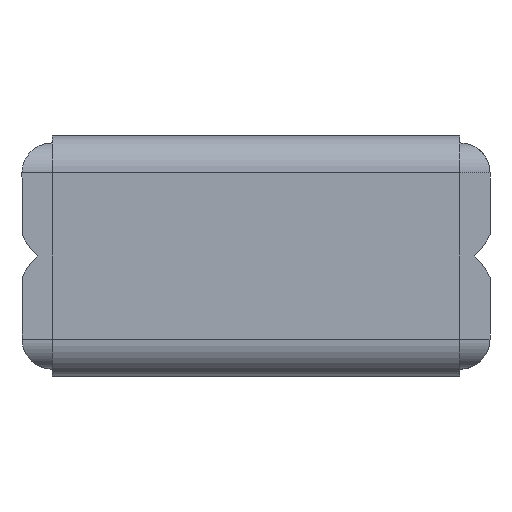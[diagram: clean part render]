
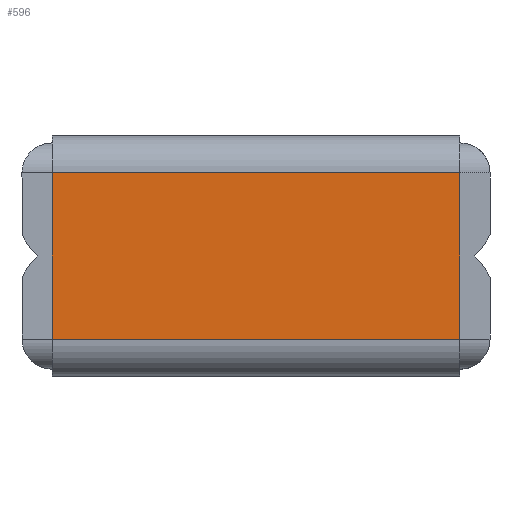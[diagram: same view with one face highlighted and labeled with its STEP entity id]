
A CAD part, front view. The second image highlights one B-rep face of the part: STEP entity #596.
In plain terms, the highlighted planar face has unit normal (0, -1, 0).
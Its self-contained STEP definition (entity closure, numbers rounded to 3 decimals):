
#21 = EDGE_CURVE('',#22,#24,#26,.T.);
#22 = VERTEX_POINT('',#23);
#23 = CARTESIAN_POINT('',(2.,0.,2.5));
#24 = VERTEX_POINT('',#25);
#25 = CARTESIAN_POINT('',(29.,0.,2.5));
#26 = SURFACE_CURVE('',#27,(#31,#43),.PCURVE_S1.);
#27 = LINE('',#28,#29);
#28 = CARTESIAN_POINT('',(2.,0.,2.5));
#29 = VECTOR('',#30,1.);
#30 = DIRECTION('',(1.,0.,0.));
#31 = PCURVE('',#32,#37);
#32 = CYLINDRICAL_SURFACE('',#33,2.5);
#33 = AXIS2_PLACEMENT_3D('',#34,#35,#36);
#34 = CARTESIAN_POINT('',(2.,2.5,2.5));
#35 = DIRECTION('',(-1.,0.,0.));
#36 = DIRECTION('',(0.,1.,0.));
#37 = DEFINITIONAL_REPRESENTATION('',(#38),#42);
#38 = LINE('',#39,#40);
#39 = CARTESIAN_POINT('',(-3.142,0.));
#40 = VECTOR('',#41,1.);
#41 = DIRECTION('',(-0.,-1.));
#42 = ( GEOMETRIC_REPRESENTATION_CONTEXT(2) 
PARAMETRIC_REPRESENTATION_CONTEXT() REPRESENTATION_CONTEXT('2D SPACE',''
  ) );
#43 = PCURVE('',#44,#49);
#44 = PLANE('',#45);
#45 = AXIS2_PLACEMENT_3D('',#46,#47,#48);
#46 = CARTESIAN_POINT('',(2.,0.,2.5));
#47 = DIRECTION('',(0.,-1.,0.));
#48 = DIRECTION('',(0.,0.,1.));
#49 = DEFINITIONAL_REPRESENTATION('',(#50),#54);
#50 = LINE('',#51,#52);
#51 = CARTESIAN_POINT('',(0.,0.));
#52 = VECTOR('',#53,1.);
#53 = DIRECTION('',(0.,-1.));
#54 = ( GEOMETRIC_REPRESENTATION_CONTEXT(2) 
PARAMETRIC_REPRESENTATION_CONTEXT() REPRESENTATION_CONTEXT('2D SPACE',''
  ) );
#73 = PLANE('',#74);
#74 = AXIS2_PLACEMENT_3D('',#75,#76,#77);
#75 = CARTESIAN_POINT('',(29.,50.,8.));
#76 = DIRECTION('',(1.,0.,0.));
#77 = DIRECTION('',(0.,0.,1.));
#128 = PLANE('',#129);
#129 = AXIS2_PLACEMENT_3D('',#130,#131,#132);
#130 = CARTESIAN_POINT('',(2.,50.,8.));
#131 = DIRECTION('',(1.,0.,0.));
#132 = DIRECTION('',(0.,0.,1.));
#469 = CYLINDRICAL_SURFACE('',#470,2.5);
#470 = AXIS2_PLACEMENT_3D('',#471,#472,#473);
#471 = CARTESIAN_POINT('',(2.,2.5,13.5));
#472 = DIRECTION('',(-1.,0.,0.));
#473 = DIRECTION('',(0.,1.,0.));
#529 = VERTEX_POINT('',#530);
#530 = CARTESIAN_POINT('',(29.,0.,13.5));
#552 = EDGE_CURVE('',#553,#529,#555,.T.);
#553 = VERTEX_POINT('',#554);
#554 = CARTESIAN_POINT('',(2.,0.,13.5));
#555 = SURFACE_CURVE('',#556,(#560,#567),.PCURVE_S1.);
#556 = LINE('',#557,#558);
#557 = CARTESIAN_POINT('',(2.,0.,13.5));
#558 = VECTOR('',#559,1.);
#559 = DIRECTION('',(1.,0.,0.));
#560 = PCURVE('',#469,#561);
#561 = DEFINITIONAL_REPRESENTATION('',(#562),#566);
#562 = LINE('',#563,#564);
#563 = CARTESIAN_POINT('',(-3.142,0.));
#564 = VECTOR('',#565,1.);
#565 = DIRECTION('',(-0.,-1.));
#566 = ( GEOMETRIC_REPRESENTATION_CONTEXT(2) 
PARAMETRIC_REPRESENTATION_CONTEXT() REPRESENTATION_CONTEXT('2D SPACE',''
  ) );
#567 = PCURVE('',#44,#568);
#568 = DEFINITIONAL_REPRESENTATION('',(#569),#573);
#569 = LINE('',#570,#571);
#570 = CARTESIAN_POINT('',(11.,0.));
#571 = VECTOR('',#572,1.);
#572 = DIRECTION('',(0.,-1.));
#573 = ( GEOMETRIC_REPRESENTATION_CONTEXT(2) 
PARAMETRIC_REPRESENTATION_CONTEXT() REPRESENTATION_CONTEXT('2D SPACE',''
  ) );
#596 = ADVANCED_FACE('',(#597),#44,.T.);
#597 = FACE_BOUND('',#598,.T.);
#598 = EDGE_LOOP('',(#599,#600,#621,#622));
#599 = ORIENTED_EDGE('',*,*,#21,.T.);
#600 = ORIENTED_EDGE('',*,*,#601,.T.);
#601 = EDGE_CURVE('',#24,#529,#602,.T.);
#602 = SURFACE_CURVE('',#603,(#607,#614),.PCURVE_S1.);
#603 = LINE('',#604,#605);
#604 = CARTESIAN_POINT('',(29.,0.,2.5));
#605 = VECTOR('',#606,1.);
#606 = DIRECTION('',(0.,0.,1.));
#607 = PCURVE('',#44,#608);
#608 = DEFINITIONAL_REPRESENTATION('',(#609),#613);
#609 = LINE('',#610,#611);
#610 = CARTESIAN_POINT('',(0.,-27.));
#611 = VECTOR('',#612,1.);
#612 = DIRECTION('',(1.,0.));
#613 = ( GEOMETRIC_REPRESENTATION_CONTEXT(2) 
PARAMETRIC_REPRESENTATION_CONTEXT() REPRESENTATION_CONTEXT('2D SPACE',''
  ) );
#614 = PCURVE('',#73,#615);
#615 = DEFINITIONAL_REPRESENTATION('',(#616),#620);
#616 = LINE('',#617,#618);
#617 = CARTESIAN_POINT('',(-5.5,50.));
#618 = VECTOR('',#619,1.);
#619 = DIRECTION('',(1.,0.));
#620 = ( GEOMETRIC_REPRESENTATION_CONTEXT(2) 
PARAMETRIC_REPRESENTATION_CONTEXT() REPRESENTATION_CONTEXT('2D SPACE',''
  ) );
#621 = ORIENTED_EDGE('',*,*,#552,.F.);
#622 = ORIENTED_EDGE('',*,*,#623,.F.);
#623 = EDGE_CURVE('',#22,#553,#624,.T.);
#624 = SURFACE_CURVE('',#625,(#629,#636),.PCURVE_S1.);
#625 = LINE('',#626,#627);
#626 = CARTESIAN_POINT('',(2.,0.,2.5));
#627 = VECTOR('',#628,1.);
#628 = DIRECTION('',(0.,0.,1.));
#629 = PCURVE('',#44,#630);
#630 = DEFINITIONAL_REPRESENTATION('',(#631),#635);
#631 = LINE('',#632,#633);
#632 = CARTESIAN_POINT('',(0.,0.));
#633 = VECTOR('',#634,1.);
#634 = DIRECTION('',(1.,0.));
#635 = ( GEOMETRIC_REPRESENTATION_CONTEXT(2) 
PARAMETRIC_REPRESENTATION_CONTEXT() REPRESENTATION_CONTEXT('2D SPACE',''
  ) );
#636 = PCURVE('',#128,#637);
#637 = DEFINITIONAL_REPRESENTATION('',(#638),#642);
#638 = LINE('',#639,#640);
#639 = CARTESIAN_POINT('',(-5.5,50.));
#640 = VECTOR('',#641,1.);
#641 = DIRECTION('',(1.,0.));
#642 = ( GEOMETRIC_REPRESENTATION_CONTEXT(2) 
PARAMETRIC_REPRESENTATION_CONTEXT() REPRESENTATION_CONTEXT('2D SPACE',''
  ) );
